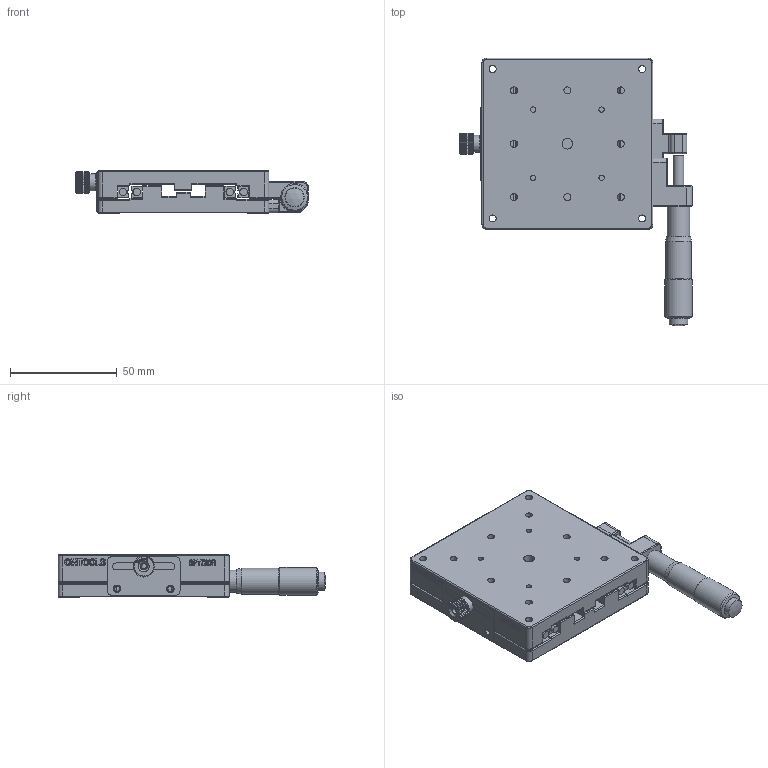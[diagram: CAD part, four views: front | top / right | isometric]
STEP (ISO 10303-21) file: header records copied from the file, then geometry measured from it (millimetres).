
FILE_DESCRIPTION (( 'STEP AP214' ), '1' );
FILE_NAME ('SPYZ80R 忒雄弇痄怢.STEP', '2021-08-05T00:55:07', ( '' ), ( '' ), 'SwSTEP 2.0', 'SolidWorks 2018', '' );
FILE_SCHEMA (( 'AUTOMOTIVE_DESIGN' ));
Length unit declared in the file: millimetre
Products named in the file (1): SPYZ80R 忒雄弇痄怢
Bounding box: 109.1 x 125.18 x 20 mm (x, y, z)
Surface area: 45582.5 mm2 (no closed solid volume)
Topology: 0 solids, 27 shells, 564 faces, 1946 edges, 1356 vertices
Faces by surface type: plane 297, cylinder 180, torus 35, bspline 31, cone 20, sphere 1
Full cylindrical faces by diameter (mm): 2.5 x13, 3.3 x12, 3.5 x2, 3.6 x8, 4.4 x6, 4.5 x4, 5 x6, 8 x5, 8.734 x1, 9.5 x2, 10.5 x1, 12.102 x1, 13.002 x1
Entity records: 31955 total; most frequent: CARTESIAN_POINT 9977, DIRECTION 3049, ORIENTED_EDGE 2983, EDGE_CURVE 1832, VERTEX_POINT 1322, AXIS2_PLACEMENT_3D 1028, LINE 993, VECTOR 993
